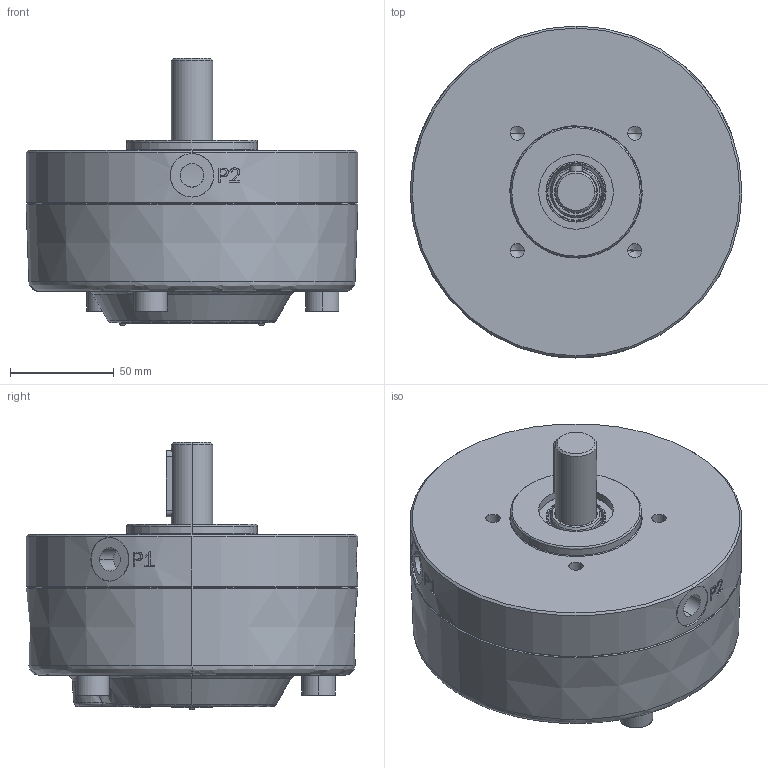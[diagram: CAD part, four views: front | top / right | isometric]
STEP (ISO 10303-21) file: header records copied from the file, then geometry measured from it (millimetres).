
FILE_DESCRIPTION (( 'STEP AP214' ), '1' );
FILE_NAME ('MRK701_3x1 piston.STEP', '2021-03-11T17:08:19', ( '' ), ( '' ), 'SwSTEP 2.0', 'SolidWorks 2020', '' );
FILE_SCHEMA (( 'AUTOMOTIVE_DESIGN' ));
Length unit declared in the file: millimetre
Products named in the file (1): MRK701_3x1 piston
Bounding box: 160 x 160 x 129.1 mm (x, y, z)
Volume: 1447578.7 mm3; surface area: 100325.3 mm2
Topology: 1 solids, 19 shells, 882 faces, 2139 edges, 1365 vertices
Faces by surface type: plane 395, bspline 292, cylinder 126, cone 65, torus 4
Entity records: 43038 total; most frequent: CARTESIAN_POINT 24180, ORIENTED_EDGE 4262, DIRECTION 3260, EDGE_CURVE 2131, VERTEX_POINT 1365, AXIS2_PLACEMENT_3D 1091, LINE 1078, VECTOR 1078
